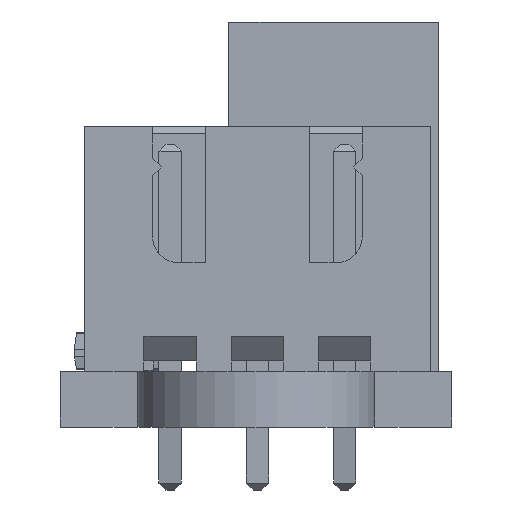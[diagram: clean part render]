
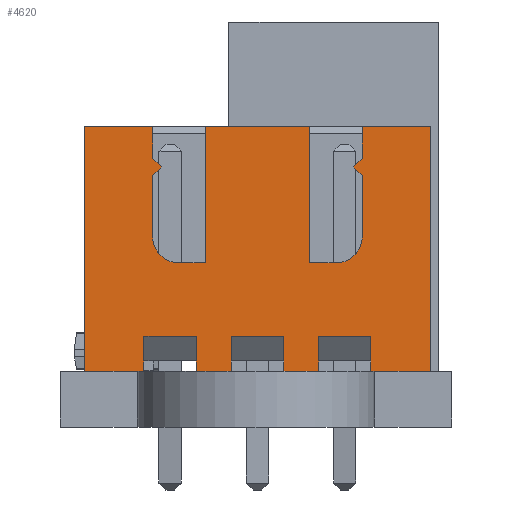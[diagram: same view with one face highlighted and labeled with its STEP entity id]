
A CAD part, left-side view. The second image highlights one B-rep face of the part: STEP entity #4620.
In plain terms, the highlighted face is planar.
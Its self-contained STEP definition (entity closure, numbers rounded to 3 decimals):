
#4001 = VERTEX_POINT('',#4002);
#4002 = CARTESIAN_POINT('',(-2.45,2.35,0.));
#4010 = EDGE_CURVE('',#4001,#4011,#4013,.T.);
#4011 = VERTEX_POINT('',#4012);
#4012 = CARTESIAN_POINT('',(-2.45,2.35,7.));
#4013 = LINE('',#4014,#4015);
#4014 = CARTESIAN_POINT('',(-2.45,2.35,0.));
#4015 = VECTOR('',#4016,1.);
#4016 = DIRECTION('',(0.,0.,1.));
#4234 = VERTEX_POINT('',#4235);
#4235 = CARTESIAN_POINT('',(7.45,2.35,0.));
#4277 = VERTEX_POINT('',#4278);
#4278 = CARTESIAN_POINT('',(7.45,2.35,7.));
#4284 = EDGE_CURVE('',#4234,#4277,#4285,.T.);
#4285 = LINE('',#4286,#4287);
#4286 = CARTESIAN_POINT('',(7.45,2.35,0.));
#4287 = VECTOR('',#4288,1.);
#4288 = DIRECTION('',(0.,0.,1.));
#4392 = VERTEX_POINT('',#4393);
#4393 = CARTESIAN_POINT('',(-0.75,2.35,0.));
#4399 = EDGE_CURVE('',#4392,#4001,#4400,.T.);
#4400 = LINE('',#4401,#4402);
#4401 = CARTESIAN_POINT('',(7.45,2.35,0.));
#4402 = VECTOR('',#4403,1.);
#4403 = DIRECTION('',(-1.,0.,0.));
#4602 = VERTEX_POINT('',#4603);
#4603 = CARTESIAN_POINT('',(-0.5,2.35,7.));
#4609 = EDGE_CURVE('',#4602,#4011,#4610,.T.);
#4610 = LINE('',#4611,#4612);
#4611 = CARTESIAN_POINT('',(7.45,2.35,7.));
#4612 = VECTOR('',#4613,1.);
#4613 = DIRECTION('',(-1.,0.,0.));
#4620 = ADVANCED_FACE('',(#4621),#4849,.F.);
#4621 = FACE_BOUND('',#4622,.F.);
#4622 = EDGE_LOOP('',(#4623,#4631,#4632,#4640,#4648,#4656,#4664,#4672,
    #4681,#4689,#4697,#4705,#4713,#4721,#4730,#4738,#4746,#4754,#4760,
    #4761,#4762,#4763,#4771,#4779,#4787,#4795,#4803,#4811,#4819,#4827,
    #4835,#4843));
#4623 = ORIENTED_EDGE('',*,*,#4624,.F.);
#4624 = EDGE_CURVE('',#4234,#4625,#4627,.T.);
#4625 = VERTEX_POINT('',#4626);
#4626 = CARTESIAN_POINT('',(5.75,2.35,0.));
#4627 = LINE('',#4628,#4629);
#4628 = CARTESIAN_POINT('',(7.45,2.35,0.));
#4629 = VECTOR('',#4630,1.);
#4630 = DIRECTION('',(-1.,0.,0.));
#4631 = ORIENTED_EDGE('',*,*,#4284,.T.);
#4632 = ORIENTED_EDGE('',*,*,#4633,.T.);
#4633 = EDGE_CURVE('',#4277,#4634,#4636,.T.);
#4634 = VERTEX_POINT('',#4635);
#4635 = CARTESIAN_POINT('',(5.5,2.35,7.));
#4636 = LINE('',#4637,#4638);
#4637 = CARTESIAN_POINT('',(7.45,2.35,7.));
#4638 = VECTOR('',#4639,1.);
#4639 = DIRECTION('',(-1.,0.,0.));
#4640 = ORIENTED_EDGE('',*,*,#4641,.F.);
#4641 = EDGE_CURVE('',#4642,#4634,#4644,.T.);
#4642 = VERTEX_POINT('',#4643);
#4643 = CARTESIAN_POINT('',(5.5,2.35,6.1));
#4644 = LINE('',#4645,#4646);
#4645 = CARTESIAN_POINT('',(5.5,2.35,6.1));
#4646 = VECTOR('',#4647,1.);
#4647 = DIRECTION('',(0.,0.,1.));
#4648 = ORIENTED_EDGE('',*,*,#4649,.F.);
#4649 = EDGE_CURVE('',#4650,#4642,#4652,.T.);
#4650 = VERTEX_POINT('',#4651);
#4651 = CARTESIAN_POINT('',(5.25,2.35,5.85));
#4652 = LINE('',#4653,#4654);
#4653 = CARTESIAN_POINT('',(5.25,2.35,5.85));
#4654 = VECTOR('',#4655,1.);
#4655 = DIRECTION('',(0.707,0.,0.707)
  );
#4656 = ORIENTED_EDGE('',*,*,#4657,.F.);
#4657 = EDGE_CURVE('',#4658,#4650,#4660,.T.);
#4658 = VERTEX_POINT('',#4659);
#4659 = CARTESIAN_POINT('',(5.5,2.35,5.6));
#4660 = LINE('',#4661,#4662);
#4661 = CARTESIAN_POINT('',(5.5,2.35,5.6));
#4662 = VECTOR('',#4663,1.);
#4663 = DIRECTION('',(-0.707,0.,0.707)
  );
#4664 = ORIENTED_EDGE('',*,*,#4665,.F.);
#4665 = EDGE_CURVE('',#4666,#4658,#4668,.T.);
#4666 = VERTEX_POINT('',#4667);
#4667 = CARTESIAN_POINT('',(5.5,2.35,3.85));
#4668 = LINE('',#4669,#4670);
#4669 = CARTESIAN_POINT('',(5.5,2.35,3.1));
#4670 = VECTOR('',#4671,1.);
#4671 = DIRECTION('',(0.,0.,1.));
#4672 = ORIENTED_EDGE('',*,*,#4673,.F.);
#4673 = EDGE_CURVE('',#4674,#4666,#4676,.T.);
#4674 = VERTEX_POINT('',#4675);
#4675 = CARTESIAN_POINT('',(4.75,2.35,3.1));
#4676 = CIRCLE('',#4677,0.75);
#4677 = AXIS2_PLACEMENT_3D('',#4678,#4679,#4680);
#4678 = CARTESIAN_POINT('',(4.75,2.35,3.85));
#4679 = DIRECTION('',(0.,-1.,0.));
#4680 = DIRECTION('',(0.,0.,1.));
#4681 = ORIENTED_EDGE('',*,*,#4682,.F.);
#4682 = EDGE_CURVE('',#4683,#4674,#4685,.T.);
#4683 = VERTEX_POINT('',#4684);
#4684 = CARTESIAN_POINT('',(4.,2.35,3.1));
#4685 = LINE('',#4686,#4687);
#4686 = CARTESIAN_POINT('',(4.,2.35,3.1));
#4687 = VECTOR('',#4688,1.);
#4688 = DIRECTION('',(1.,0.,0.));
#4689 = ORIENTED_EDGE('',*,*,#4690,.F.);
#4690 = EDGE_CURVE('',#4691,#4683,#4693,.T.);
#4691 = VERTEX_POINT('',#4692);
#4692 = CARTESIAN_POINT('',(4.,2.35,7.));
#4693 = LINE('',#4694,#4695);
#4694 = CARTESIAN_POINT('',(4.,2.35,7.));
#4695 = VECTOR('',#4696,1.);
#4696 = DIRECTION('',(0.,0.,-1.));
#4697 = ORIENTED_EDGE('',*,*,#4698,.T.);
#4698 = EDGE_CURVE('',#4691,#4699,#4701,.T.);
#4699 = VERTEX_POINT('',#4700);
#4700 = CARTESIAN_POINT('',(1.,2.35,7.));
#4701 = LINE('',#4702,#4703);
#4702 = CARTESIAN_POINT('',(7.45,2.35,7.));
#4703 = VECTOR('',#4704,1.);
#4704 = DIRECTION('',(-1.,0.,0.));
#4705 = ORIENTED_EDGE('',*,*,#4706,.T.);
#4706 = EDGE_CURVE('',#4699,#4707,#4709,.T.);
#4707 = VERTEX_POINT('',#4708);
#4708 = CARTESIAN_POINT('',(1.,2.35,3.1));
#4709 = LINE('',#4710,#4711);
#4710 = CARTESIAN_POINT('',(1.,2.35,7.));
#4711 = VECTOR('',#4712,1.);
#4712 = DIRECTION('',(0.,0.,-1.));
#4713 = ORIENTED_EDGE('',*,*,#4714,.T.);
#4714 = EDGE_CURVE('',#4707,#4715,#4717,.T.);
#4715 = VERTEX_POINT('',#4716);
#4716 = CARTESIAN_POINT('',(0.25,2.35,3.1));
#4717 = LINE('',#4718,#4719);
#4718 = CARTESIAN_POINT('',(1.,2.35,3.1));
#4719 = VECTOR('',#4720,1.);
#4720 = DIRECTION('',(-1.,0.,0.));
#4721 = ORIENTED_EDGE('',*,*,#4722,.T.);
#4722 = EDGE_CURVE('',#4715,#4723,#4725,.T.);
#4723 = VERTEX_POINT('',#4724);
#4724 = CARTESIAN_POINT('',(-0.5,2.35,3.85));
#4725 = CIRCLE('',#4726,0.75);
#4726 = AXIS2_PLACEMENT_3D('',#4727,#4728,#4729);
#4727 = CARTESIAN_POINT('',(0.25,2.35,3.85));
#4728 = DIRECTION('',(0.,1.,-0.));
#4729 = DIRECTION('',(0.,0.,1.));
#4730 = ORIENTED_EDGE('',*,*,#4731,.T.);
#4731 = EDGE_CURVE('',#4723,#4732,#4734,.T.);
#4732 = VERTEX_POINT('',#4733);
#4733 = CARTESIAN_POINT('',(-0.5,2.35,5.6));
#4734 = LINE('',#4735,#4736);
#4735 = CARTESIAN_POINT('',(-0.5,2.35,3.1));
#4736 = VECTOR('',#4737,1.);
#4737 = DIRECTION('',(0.,0.,1.));
#4738 = ORIENTED_EDGE('',*,*,#4739,.T.);
#4739 = EDGE_CURVE('',#4732,#4740,#4742,.T.);
#4740 = VERTEX_POINT('',#4741);
#4741 = CARTESIAN_POINT('',(-0.25,2.35,5.85));
#4742 = LINE('',#4743,#4744);
#4743 = CARTESIAN_POINT('',(-0.5,2.35,5.6));
#4744 = VECTOR('',#4745,1.);
#4745 = DIRECTION('',(0.707,0.,0.707)
  );
#4746 = ORIENTED_EDGE('',*,*,#4747,.T.);
#4747 = EDGE_CURVE('',#4740,#4748,#4750,.T.);
#4748 = VERTEX_POINT('',#4749);
#4749 = CARTESIAN_POINT('',(-0.5,2.35,6.1));
#4750 = LINE('',#4751,#4752);
#4751 = CARTESIAN_POINT('',(-0.25,2.35,5.85));
#4752 = VECTOR('',#4753,1.);
#4753 = DIRECTION('',(-0.707,0.,0.707)
  );
#4754 = ORIENTED_EDGE('',*,*,#4755,.T.);
#4755 = EDGE_CURVE('',#4748,#4602,#4756,.T.);
#4756 = LINE('',#4757,#4758);
#4757 = CARTESIAN_POINT('',(-0.5,2.35,6.1));
#4758 = VECTOR('',#4759,1.);
#4759 = DIRECTION('',(0.,0.,1.));
#4760 = ORIENTED_EDGE('',*,*,#4609,.T.);
#4761 = ORIENTED_EDGE('',*,*,#4010,.F.);
#4762 = ORIENTED_EDGE('',*,*,#4399,.F.);
#4763 = ORIENTED_EDGE('',*,*,#4764,.T.);
#4764 = EDGE_CURVE('',#4392,#4765,#4767,.T.);
#4765 = VERTEX_POINT('',#4766);
#4766 = CARTESIAN_POINT('',(-0.75,2.35,1.));
#4767 = LINE('',#4768,#4769);
#4768 = CARTESIAN_POINT('',(-0.75,2.35,0.));
#4769 = VECTOR('',#4770,1.);
#4770 = DIRECTION('',(0.,0.,1.));
#4771 = ORIENTED_EDGE('',*,*,#4772,.F.);
#4772 = EDGE_CURVE('',#4773,#4765,#4775,.T.);
#4773 = VERTEX_POINT('',#4774);
#4774 = CARTESIAN_POINT('',(0.75,2.35,1.));
#4775 = LINE('',#4776,#4777);
#4776 = CARTESIAN_POINT('',(0.75,2.35,1.));
#4777 = VECTOR('',#4778,1.);
#4778 = DIRECTION('',(-1.,0.,0.));
#4779 = ORIENTED_EDGE('',*,*,#4780,.F.);
#4780 = EDGE_CURVE('',#4781,#4773,#4783,.T.);
#4781 = VERTEX_POINT('',#4782);
#4782 = CARTESIAN_POINT('',(0.75,2.35,0.));
#4783 = LINE('',#4784,#4785);
#4784 = CARTESIAN_POINT('',(0.75,2.35,0.));
#4785 = VECTOR('',#4786,1.);
#4786 = DIRECTION('',(0.,0.,1.));
#4787 = ORIENTED_EDGE('',*,*,#4788,.F.);
#4788 = EDGE_CURVE('',#4789,#4781,#4791,.T.);
#4789 = VERTEX_POINT('',#4790);
#4790 = CARTESIAN_POINT('',(1.75,2.35,0.));
#4791 = LINE('',#4792,#4793);
#4792 = CARTESIAN_POINT('',(7.45,2.35,0.));
#4793 = VECTOR('',#4794,1.);
#4794 = DIRECTION('',(-1.,0.,0.));
#4795 = ORIENTED_EDGE('',*,*,#4796,.T.);
#4796 = EDGE_CURVE('',#4789,#4797,#4799,.T.);
#4797 = VERTEX_POINT('',#4798);
#4798 = CARTESIAN_POINT('',(1.75,2.35,1.));
#4799 = LINE('',#4800,#4801);
#4800 = CARTESIAN_POINT('',(1.75,2.35,0.));
#4801 = VECTOR('',#4802,1.);
#4802 = DIRECTION('',(0.,0.,1.));
#4803 = ORIENTED_EDGE('',*,*,#4804,.F.);
#4804 = EDGE_CURVE('',#4805,#4797,#4807,.T.);
#4805 = VERTEX_POINT('',#4806);
#4806 = CARTESIAN_POINT('',(3.25,2.35,1.));
#4807 = LINE('',#4808,#4809);
#4808 = CARTESIAN_POINT('',(3.25,2.35,1.));
#4809 = VECTOR('',#4810,1.);
#4810 = DIRECTION('',(-1.,0.,0.));
#4811 = ORIENTED_EDGE('',*,*,#4812,.F.);
#4812 = EDGE_CURVE('',#4813,#4805,#4815,.T.);
#4813 = VERTEX_POINT('',#4814);
#4814 = CARTESIAN_POINT('',(3.25,2.35,0.));
#4815 = LINE('',#4816,#4817);
#4816 = CARTESIAN_POINT('',(3.25,2.35,0.));
#4817 = VECTOR('',#4818,1.);
#4818 = DIRECTION('',(0.,0.,1.));
#4819 = ORIENTED_EDGE('',*,*,#4820,.F.);
#4820 = EDGE_CURVE('',#4821,#4813,#4823,.T.);
#4821 = VERTEX_POINT('',#4822);
#4822 = CARTESIAN_POINT('',(4.25,2.35,0.));
#4823 = LINE('',#4824,#4825);
#4824 = CARTESIAN_POINT('',(7.45,2.35,0.));
#4825 = VECTOR('',#4826,1.);
#4826 = DIRECTION('',(-1.,0.,0.));
#4827 = ORIENTED_EDGE('',*,*,#4828,.T.);
#4828 = EDGE_CURVE('',#4821,#4829,#4831,.T.);
#4829 = VERTEX_POINT('',#4830);
#4830 = CARTESIAN_POINT('',(4.25,2.35,1.));
#4831 = LINE('',#4832,#4833);
#4832 = CARTESIAN_POINT('',(4.25,2.35,0.));
#4833 = VECTOR('',#4834,1.);
#4834 = DIRECTION('',(0.,0.,1.));
#4835 = ORIENTED_EDGE('',*,*,#4836,.F.);
#4836 = EDGE_CURVE('',#4837,#4829,#4839,.T.);
#4837 = VERTEX_POINT('',#4838);
#4838 = CARTESIAN_POINT('',(5.75,2.35,1.));
#4839 = LINE('',#4840,#4841);
#4840 = CARTESIAN_POINT('',(5.75,2.35,1.));
#4841 = VECTOR('',#4842,1.);
#4842 = DIRECTION('',(-1.,0.,0.));
#4843 = ORIENTED_EDGE('',*,*,#4844,.F.);
#4844 = EDGE_CURVE('',#4625,#4837,#4845,.T.);
#4845 = LINE('',#4846,#4847);
#4846 = CARTESIAN_POINT('',(5.75,2.35,0.));
#4847 = VECTOR('',#4848,1.);
#4848 = DIRECTION('',(0.,0.,1.));
#4849 = PLANE('',#4850);
#4850 = AXIS2_PLACEMENT_3D('',#4851,#4852,#4853);
#4851 = CARTESIAN_POINT('',(7.45,2.35,0.));
#4852 = DIRECTION('',(0.,-1.,0.));
#4853 = DIRECTION('',(-1.,0.,0.));
